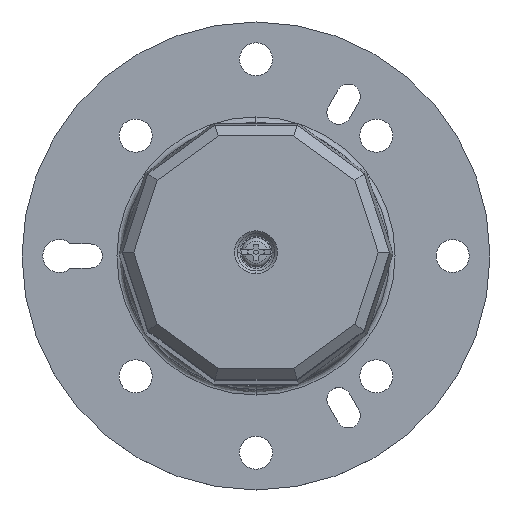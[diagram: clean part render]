
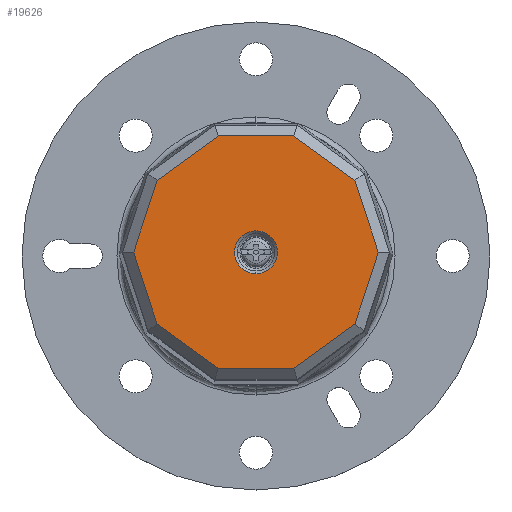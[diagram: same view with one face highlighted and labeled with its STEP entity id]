
A CAD part, top view. The second image highlights one B-rep face of the part: STEP entity #19626.
In plain terms, the highlighted planar face has unit normal (0, 0, 1).
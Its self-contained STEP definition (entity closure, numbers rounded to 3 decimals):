
#18858=CARTESIAN_POINT('',(0.,-4.,395.));
#18859=VERTEX_POINT('',#18858);
#18868=CARTESIAN_POINT('',(0.,4.,395.));
#18869=VERTEX_POINT('',#18868);
#18870=CARTESIAN_POINT('',(0.,0.,395.));
#18871=DIRECTION('',(0.0,0.0,1.0));
#18872=DIRECTION('',(0.0,-1.0,0.0));
#18873=AXIS2_PLACEMENT_3D('',#18870,#18871,#18872);
#18874=CIRCLE('',#18873,4.0);
#18875=EDGE_CURVE('',#18859,#18869,#18874,.T.);
#19364=CARTESIAN_POINT('',(-7.067,-21.75,395.));
#19365=VERTEX_POINT('',#19364);
#19366=CARTESIAN_POINT('',(-18.502,-13.442,395.));
#19367=VERTEX_POINT('',#19366);
#19368=CARTESIAN_POINT('',(-7.067,-21.75,395.));
#19369=DIRECTION('',(-0.809,0.588,0.0));
#19370=VECTOR('',#19369,14.134);
#19371=LINE('',#19368,#19370);
#19372=EDGE_CURVE('',#19365,#19367,#19371,.T.);
#19395=CARTESIAN_POINT('',(-22.869,0.,395.));
#19396=VERTEX_POINT('',#19395);
#19397=CARTESIAN_POINT('',(-18.502,-13.442,395.));
#19398=DIRECTION('',(-0.309,0.951,0.0));
#19399=VECTOR('',#19398,14.134);
#19400=LINE('',#19397,#19399);
#19401=EDGE_CURVE('',#19367,#19396,#19400,.T.);
#19419=CARTESIAN_POINT('',(-18.502,13.442,395.));
#19420=VERTEX_POINT('',#19419);
#19421=CARTESIAN_POINT('',(-22.869,0.,395.));
#19422=DIRECTION('',(0.309,0.951,0.0));
#19423=VECTOR('',#19422,14.134);
#19424=LINE('',#19421,#19423);
#19425=EDGE_CURVE('',#19396,#19420,#19424,.T.);
#19443=CARTESIAN_POINT('',(-7.067,21.75,395.));
#19444=VERTEX_POINT('',#19443);
#19445=CARTESIAN_POINT('',(-18.502,13.442,395.));
#19446=DIRECTION('',(0.809,0.588,0.0));
#19447=VECTOR('',#19446,14.134);
#19448=LINE('',#19445,#19447);
#19449=EDGE_CURVE('',#19420,#19444,#19448,.T.);
#19467=CARTESIAN_POINT('',(7.067,21.75,395.));
#19468=VERTEX_POINT('',#19467);
#19469=CARTESIAN_POINT('',(-7.067,21.75,395.));
#19470=DIRECTION('',(1.0,0.0,0.0));
#19471=VECTOR('',#19470,14.134);
#19472=LINE('',#19469,#19471);
#19473=EDGE_CURVE('',#19444,#19468,#19472,.T.);
#19491=CARTESIAN_POINT('',(18.502,13.442,395.));
#19492=VERTEX_POINT('',#19491);
#19493=CARTESIAN_POINT('',(7.067,21.75,395.));
#19494=DIRECTION('',(0.809,-0.588,0.0));
#19495=VECTOR('',#19494,14.134);
#19496=LINE('',#19493,#19495);
#19497=EDGE_CURVE('',#19468,#19492,#19496,.T.);
#19515=CARTESIAN_POINT('',(22.869,0.,395.));
#19516=VERTEX_POINT('',#19515);
#19517=CARTESIAN_POINT('',(18.502,13.442,395.));
#19518=DIRECTION('',(0.309,-0.951,0.0));
#19519=VECTOR('',#19518,14.134);
#19520=LINE('',#19517,#19519);
#19521=EDGE_CURVE('',#19492,#19516,#19520,.T.);
#19539=CARTESIAN_POINT('',(18.502,-13.442,395.));
#19540=VERTEX_POINT('',#19539);
#19541=CARTESIAN_POINT('',(22.869,0.,395.));
#19542=DIRECTION('',(-0.309,-0.951,0.0));
#19543=VECTOR('',#19542,14.134);
#19544=LINE('',#19541,#19543);
#19545=EDGE_CURVE('',#19516,#19540,#19544,.T.);
#19563=CARTESIAN_POINT('',(7.067,-21.75,395.));
#19564=VERTEX_POINT('',#19563);
#19565=CARTESIAN_POINT('',(18.502,-13.442,395.));
#19566=DIRECTION('',(-0.809,-0.588,0.0));
#19567=VECTOR('',#19566,14.134);
#19568=LINE('',#19565,#19567);
#19569=EDGE_CURVE('',#19540,#19564,#19568,.T.);
#19587=CARTESIAN_POINT('',(7.067,-21.75,395.));
#19588=DIRECTION('',(-1.0,0.0,0.0));
#19589=VECTOR('',#19588,14.134);
#19590=LINE('',#19587,#19589);
#19591=EDGE_CURVE('',#19564,#19365,#19590,.T.);
#19599=CARTESIAN_POINT('',(-25.156,-23.925,395.));
#19600=DIRECTION('',(0.0,0.0,1.0));
#19601=DIRECTION('',(1.0,0.0,0.0));
#19602=AXIS2_PLACEMENT_3D('',#19599,#19600,#19601);
#19603=PLANE('',#19602);
#19604=ORIENTED_EDGE('',*,*,#19372,.F.);
#19605=ORIENTED_EDGE('',*,*,#19591,.F.);
#19606=ORIENTED_EDGE('',*,*,#19569,.F.);
#19607=ORIENTED_EDGE('',*,*,#19545,.F.);
#19608=ORIENTED_EDGE('',*,*,#19521,.F.);
#19609=ORIENTED_EDGE('',*,*,#19497,.F.);
#19610=ORIENTED_EDGE('',*,*,#19473,.F.);
#19611=ORIENTED_EDGE('',*,*,#19449,.F.);
#19612=ORIENTED_EDGE('',*,*,#19425,.F.);
#19613=ORIENTED_EDGE('',*,*,#19401,.F.);
#19614=EDGE_LOOP('',(#19604,#19605,#19606,#19607,#19608,#19609,#19610,#19611,#19612,#19613));
#19615=FACE_OUTER_BOUND('',#19614,.T.);
#19616=CARTESIAN_POINT('',(0.,0.,395.));
#19617=DIRECTION('',(0.0,0.0,1.0));
#19618=DIRECTION('',(0.0,-1.0,0.0));
#19619=AXIS2_PLACEMENT_3D('',#19616,#19617,#19618);
#19620=CIRCLE('',#19619,4.0);
#19621=EDGE_CURVE('',#18869,#18859,#19620,.T.);
#19622=ORIENTED_EDGE('',*,*,#19621,.F.);
#19623=ORIENTED_EDGE('',*,*,#18875,.F.);
#19624=EDGE_LOOP('',(#19622,#19623));
#19625=FACE_BOUND('',#19624,.T.);
#19626=ADVANCED_FACE('',(#19615,#19625),#19603,.T.);
